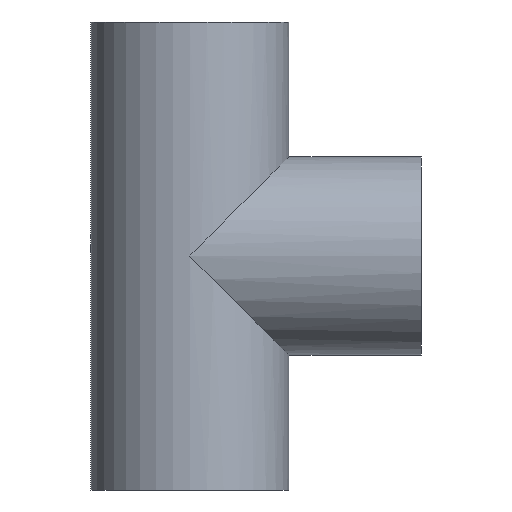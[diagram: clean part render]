
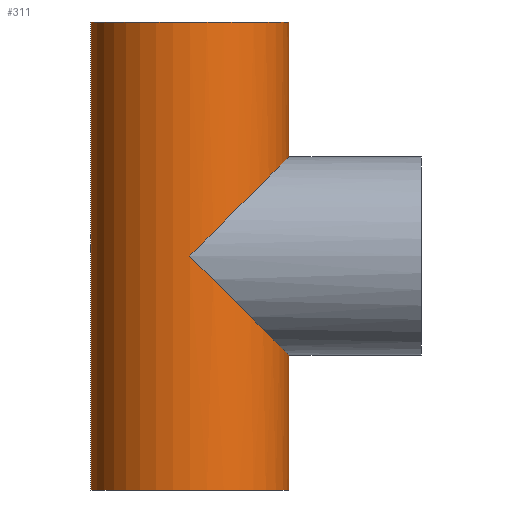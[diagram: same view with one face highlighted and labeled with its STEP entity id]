
A CAD part, front view. The second image highlights one B-rep face of the part: STEP entity #311.
In plain terms, the highlighted cylindrical face has radius 125 mm (diameter 250 mm), a partial arc.
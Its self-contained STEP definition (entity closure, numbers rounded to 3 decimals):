
#2 = CARTESIAN_POINT ( 'NONE',  ( 0., -125., 0. ) ) ;
#9 = DIRECTION ( 'NONE',  ( 0., 0., 1. ) ) ;
#13 = CARTESIAN_POINT ( 'NONE',  ( -125., 0., 295. ) ) ;
#23 = CARTESIAN_POINT ( 'NONE',  ( 125., 0., 295. ) ) ;
#26 = ORIENTED_EDGE ( 'NONE', *, *, #281, .F. ) ;
#33 = CIRCLE ( 'NONE', #402, 125. ) ;
#57 = LINE ( 'NONE', #23, #66 ) ;
#66 = VECTOR ( 'NONE', #175, 1000. ) ;
#87 = EDGE_CURVE ( 'NONE', #204, #150, #179, .T. ) ;
#92 = CARTESIAN_POINT ( 'NONE',  ( 125., 0., -125. ) ) ;
#94 = CARTESIAN_POINT ( 'NONE',  ( 0., 0., 295. ) ) ;
#100 = CARTESIAN_POINT ( 'NONE',  ( -125., 0., 295. ) ) ;
#109 = ORIENTED_EDGE ( 'NONE', *, *, #362, .F. ) ;
#111 = AXIS2_PLACEMENT_3D ( 'NONE', #351, #9, #320 ) ;
#129 = CARTESIAN_POINT ( 'NONE',  ( 0., -125., 0. ) ) ;
#131 = CARTESIAN_POINT ( 'NONE',  ( 73.223, -125., 73.223 ) ) ;
#134 = ORIENTED_EDGE ( 'NONE', *, *, #200, .F. ) ;
#140 = ORIENTED_EDGE ( 'NONE', *, *, #219, .F. ) ;
#142 = VERTEX_POINT ( 'NONE', #261 ) ;
#144 = DIRECTION ( 'NONE',  ( 0., 0., -1. ) ) ;
#150 = VERTEX_POINT ( 'NONE', #335 ) ;
#161 = CARTESIAN_POINT ( 'NONE',  ( 125., 0., -125. ) ) ;
#162 = CARTESIAN_POINT ( 'NONE',  ( 73.223, -125., -73.223 ) ) ;
#168 = LINE ( 'NONE', #100, #438 ) ;
#174 = VERTEX_POINT ( 'NONE', #92 ) ;
#175 = DIRECTION ( 'NONE',  ( 0., 0., -1. ) ) ;
#179 = CIRCLE ( 'NONE', #111, 125. ) ;
#197 = CARTESIAN_POINT ( 'NONE',  ( 0., -125., 0. ) ) ;
#200 = EDGE_CURVE ( 'NONE', #418, #174, #302, .T. ) ;
#204 = VERTEX_POINT ( 'NONE', #300 ) ;
#206 = EDGE_LOOP ( 'NONE', ( #109, #140, #360, #443, #212, #134, #26 ) ) ;
#212 = ORIENTED_EDGE ( 'NONE', *, *, #419, .F. ) ;
#216 = VERTEX_POINT ( 'NONE', #13 ) ;
#219 = EDGE_CURVE ( 'NONE', #216, #142, #33, .T. ) ;
#232 = CARTESIAN_POINT ( 'NONE',  ( 0., 0., 295. ) ) ;
#235 = VECTOR ( 'NONE', #144, 1000. ) ;
#238 = CARTESIAN_POINT ( 'NONE',  ( 125., -73.223, 125. ) ) ;
#261 = CARTESIAN_POINT ( 'NONE',  ( 125., 0., 295. ) ) ;
#262 = EDGE_CURVE ( 'NONE', #216, #204, #168, .T. ) ;
#272 = DIRECTION ( 'NONE',  ( 0., 0., -1. ) ) ;
#281 = EDGE_CURVE ( 'NONE', #316, #418, #296, .T. ) ;
#296 =( BOUNDED_CURVE ( )  B_SPLINE_CURVE ( 3, ( #448, #238, #131, #129 ),
 .UNSPECIFIED., .F., .T. ) 
 B_SPLINE_CURVE_WITH_KNOTS ( ( 4, 4 ),
 ( 3.142, 4.712 ),
 .UNSPECIFIED. ) 
 CURVE ( )  GEOMETRIC_REPRESENTATION_ITEM ( )  RATIONAL_B_SPLINE_CURVE ( ( 1., 0.805, 0.805, 1. ) ) 
 REPRESENTATION_ITEM ( '' )  );
#300 = CARTESIAN_POINT ( 'NONE',  ( -125., 0., -295. ) ) ;
#302 =( BOUNDED_CURVE ( )  B_SPLINE_CURVE ( 3, ( #197, #162, #333, #161 ),
 .UNSPECIFIED., .F., .T. ) 
 B_SPLINE_CURVE_WITH_KNOTS ( ( 4, 4 ),
 ( 4.712, 6.283 ),
 .UNSPECIFIED. ) 
 CURVE ( )  GEOMETRIC_REPRESENTATION_ITEM ( )  RATIONAL_B_SPLINE_CURVE ( ( 1., 0.805, 0.805, 1. ) ) 
 REPRESENTATION_ITEM ( '' )  );
#310 = FACE_OUTER_BOUND ( 'NONE', #206, .T. ) ;
#311 = ADVANCED_FACE ( 'NONE', ( #310 ), #375, .T. ) ;
#316 = VERTEX_POINT ( 'NONE', #346 ) ;
#320 = DIRECTION ( 'NONE',  ( 1., 0., 0. ) ) ;
#324 = CARTESIAN_POINT ( 'NONE',  ( 125., 0., 295. ) ) ;
#333 = CARTESIAN_POINT ( 'NONE',  ( 125., -73.223, -125. ) ) ;
#335 = CARTESIAN_POINT ( 'NONE',  ( 125., 0., -295. ) ) ;
#346 = CARTESIAN_POINT ( 'NONE',  ( 125., 0., 125. ) ) ;
#351 = CARTESIAN_POINT ( 'NONE',  ( 0., 0., -295. ) ) ;
#360 = ORIENTED_EDGE ( 'NONE', *, *, #262, .T. ) ;
#362 = EDGE_CURVE ( 'NONE', #142, #316, #57, .T. ) ;
#371 = DIRECTION ( 'NONE',  ( 1., 0., 0. ) ) ;
#375 = CYLINDRICAL_SURFACE ( 'NONE', #425, 125. ) ;
#402 = AXIS2_PLACEMENT_3D ( 'NONE', #232, #407, #371 ) ;
#407 = DIRECTION ( 'NONE',  ( 0., 0., 1. ) ) ;
#413 = DIRECTION ( 'NONE',  ( -1., 0., 0. ) ) ;
#418 = VERTEX_POINT ( 'NONE', #2 ) ;
#419 = EDGE_CURVE ( 'NONE', #174, #150, #452, .T. ) ;
#425 = AXIS2_PLACEMENT_3D ( 'NONE', #94, #272, #413 ) ;
#438 = VECTOR ( 'NONE', #450, 1000. ) ;
#443 = ORIENTED_EDGE ( 'NONE', *, *, #87, .T. ) ;
#448 = CARTESIAN_POINT ( 'NONE',  ( 125., 0., 125. ) ) ;
#450 = DIRECTION ( 'NONE',  ( 0., 0., -1. ) ) ;
#452 = LINE ( 'NONE', #324, #235 ) ;
